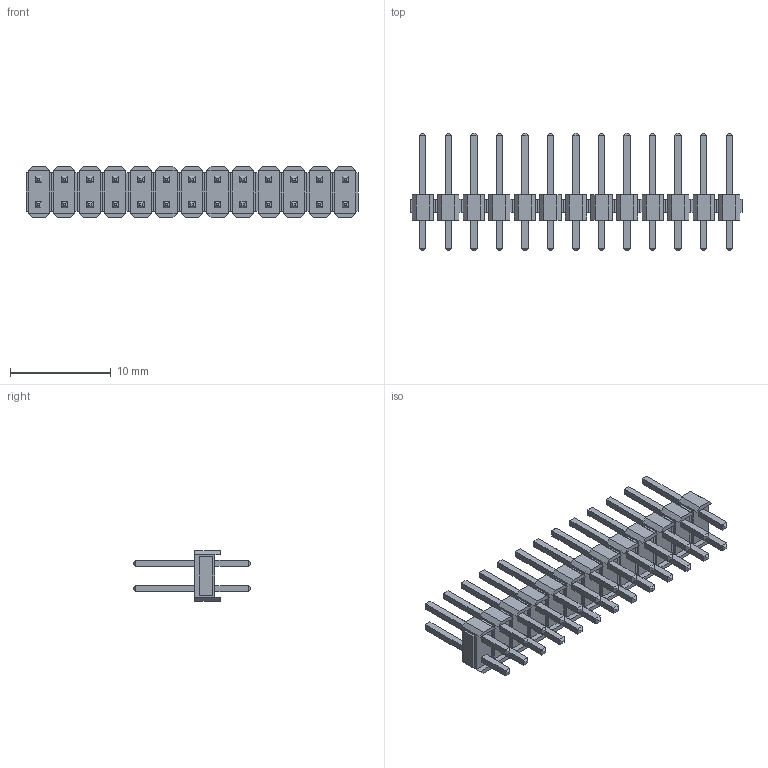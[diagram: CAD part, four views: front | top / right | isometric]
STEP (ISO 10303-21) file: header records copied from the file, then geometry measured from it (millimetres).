
FILE_DESCRIPTION (( 'STEP AP214' ), '1' );
FILE_NAME ('PLD-26.STEP', '2019-06-28T08:56:10', ( '' ), ( '' ), 'SwSTEP 2.0', 'SolidWorks 2018', '' );
FILE_SCHEMA (( 'AUTOMOTIVE_DESIGN' ));
Length unit declared in the file: millimetre
Products named in the file (1): PLD-26
Bounding box: 33.02 x 11.64 x 5 mm (x, y, z)
Volume: 403 mm3; surface area: 1354.1 mm2
Topology: 13 solids, 13 shells, 780 faces, 1768 edges, 1092 vertices
Faces by surface type: plane 780
Entity records: 29734 total; most frequent: CARTESIAN_POINT 3641, ORIENTED_EDGE 3536, DIRECTION 3330, LINE 1768, VECTOR 1768, EDGE_CURVE 1768, VERTEX_POINT 1092, EDGE_LOOP 858
